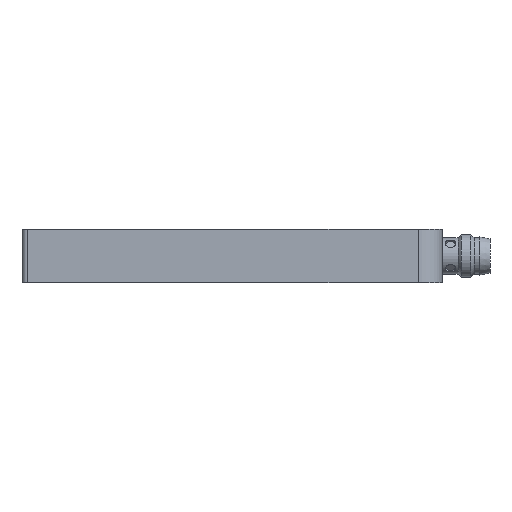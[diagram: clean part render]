
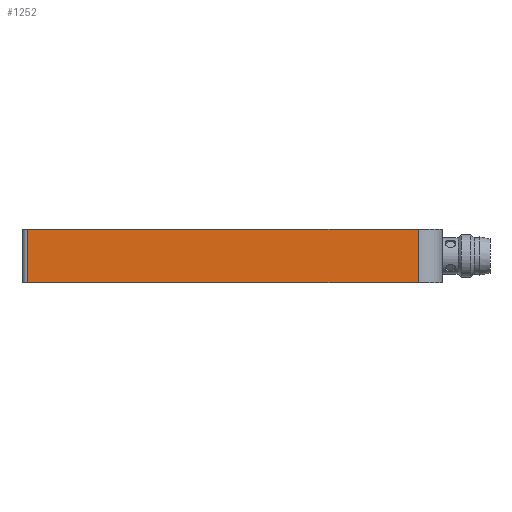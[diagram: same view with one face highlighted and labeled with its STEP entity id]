
A CAD part, front view. The second image highlights one B-rep face of the part: STEP entity #1252.
In plain terms, the highlighted planar face has unit normal (0, -1, 0).
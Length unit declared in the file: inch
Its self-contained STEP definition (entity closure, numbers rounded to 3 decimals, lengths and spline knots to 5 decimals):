
#112 = DIRECTION ( 'NONE',  ( 0., 0., 1. ) ) ;
#124 = LINE ( 'NONE', #1871, #1398 ) ;
#174 = VECTOR ( 'NONE', #1352, 39.37008 ) ;
#175 = AXIS2_PLACEMENT_3D ( 'NONE', #2023, #285, #112 ) ;
#188 = CARTESIAN_POINT ( 'NONE',  ( 0.03937, -0.47244, 0.19685 ) ) ;
#250 = EDGE_CURVE ( 'NONE', #1633, #512, #530, .T. ) ;
#285 = DIRECTION ( 'NONE',  ( 0., 1., 0. ) ) ;
#358 = VECTOR ( 'NONE', #1390, 39.37008 ) ;
#363 = EDGE_CURVE ( 'NONE', #512, #1381, #124, .T. ) ;
#463 = DIRECTION ( 'NONE',  ( 1., 0., 0. ) ) ;
#512 = VERTEX_POINT ( 'NONE', #905 ) ;
#530 = LINE ( 'NONE', #188, #174 ) ;
#593 = PLANE ( 'NONE',  #175 ) ;
#830 = ORIENTED_EDGE ( 'NONE', *, *, #1884, .T. ) ;
#831 = LINE ( 'NONE', #943, #1803 ) ;
#842 = CARTESIAN_POINT ( 'NONE',  ( 2.93307, -0.47244, -0.19685 ) ) ;
#905 = CARTESIAN_POINT ( 'NONE',  ( 2.93307, -0.47244, 0.19685 ) ) ;
#943 = CARTESIAN_POINT ( 'NONE',  ( 0.03937, -0.47244, -0.19685 ) ) ;
#1054 = DIRECTION ( 'NONE',  ( 0., 0., -1. ) ) ;
#1117 = VERTEX_POINT ( 'NONE', #1549 ) ;
#1137 = ORIENTED_EDGE ( 'NONE', *, *, #363, .F. ) ;
#1209 = LINE ( 'NONE', #2043, #358 ) ;
#1252 = ADVANCED_FACE ( 'NONE', ( #1919 ), #593, .F. ) ;
#1254 = EDGE_CURVE ( 'NONE', #1117, #1633, #1209, .T. ) ;
#1260 = CARTESIAN_POINT ( 'NONE',  ( 0.03937, -0.47244, 0.19685 ) ) ;
#1352 = DIRECTION ( 'NONE',  ( 1., 0., 0. ) ) ;
#1381 = VERTEX_POINT ( 'NONE', #842 ) ;
#1390 = DIRECTION ( 'NONE',  ( 0., 0., 1. ) ) ;
#1398 = VECTOR ( 'NONE', #1054, 39.37008 ) ;
#1486 = EDGE_LOOP ( 'NONE', ( #1137, #2027, #1598, #830 ) ) ;
#1549 = CARTESIAN_POINT ( 'NONE',  ( 0.03937, -0.47244, -0.19685 ) ) ;
#1598 = ORIENTED_EDGE ( 'NONE', *, *, #1254, .F. ) ;
#1633 = VERTEX_POINT ( 'NONE', #1260 ) ;
#1803 = VECTOR ( 'NONE', #463, 39.37008 ) ;
#1871 = CARTESIAN_POINT ( 'NONE',  ( 2.93307, -0.47244, 0.19685 ) ) ;
#1884 = EDGE_CURVE ( 'NONE', #1117, #1381, #831, .T. ) ;
#1919 = FACE_OUTER_BOUND ( 'NONE', #1486, .T. ) ;
#2023 = CARTESIAN_POINT ( 'NONE',  ( 0.03937, -0.47244, 0.19685 ) ) ;
#2027 = ORIENTED_EDGE ( 'NONE', *, *, #250, .F. ) ;
#2043 = CARTESIAN_POINT ( 'NONE',  ( 0.03937, -0.47244, 0.19685 ) ) ;
